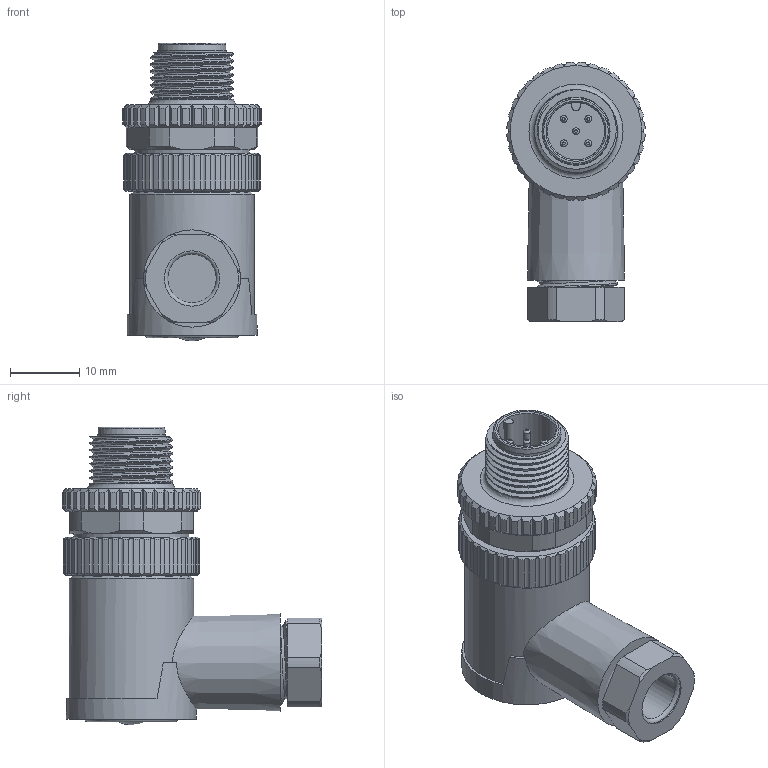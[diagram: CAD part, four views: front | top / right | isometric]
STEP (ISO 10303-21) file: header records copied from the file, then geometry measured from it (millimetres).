
FILE_DESCRIPTION(/* description */ (''),/* implementation_level */ '2;1');
FILE_NAME(/* name */ 'LSB12.5-0-C-BU.stp',/* time_stamp */ '2023-11-15T14:57:47+08:00',/* author */ (''),/* organization */ (''),/* preprocessor_version */ 'ST-DEVELOPER v16',/* originating_system */ 'SIEMENS PLM Software NX 10.0',/* authorisation */ '');
FILE_SCHEMA (('AP203_CONFIGURATION_CONTROLLED_3D_DESIGN_OF_MECHANICAL_PARTS_AND_ASSEMBLIES_MIM_LF { 1 0 10303 403 2 1 2}'));
Length unit declared in the file: millimetre
Products named in the file (1): chan6A80D0F152j7
Bounding box: 19.98 x 37.49 x 43 mm (x, y, z)
Volume: 12236 mm3; surface area: 6885.7 mm2
Topology: 10 solids, 10 shells, 346 faces, 945 edges, 627 vertices
Faces by surface type: cylinder 184, plane 128, cone 20, bspline 9, torus 4, sphere 1
Full cylindrical faces by diameter (mm): 1 x5, 7 x1, 8 x1, 8.3 x1, 9.5 x2, 9.85 x1, 16.6 x1, 17 x1, 18 x1, 18.8 x1
Entity records: 14489 total; most frequent: CARTESIAN_POINT 5719, ORIENTED_EDGE 1790, DIRECTION 1628, EDGE_CURVE 895, AXIS2_PLACEMENT_3D 671, VERTEX_POINT 610, EDGE_LOOP 391, ADVANCED_FACE 346
